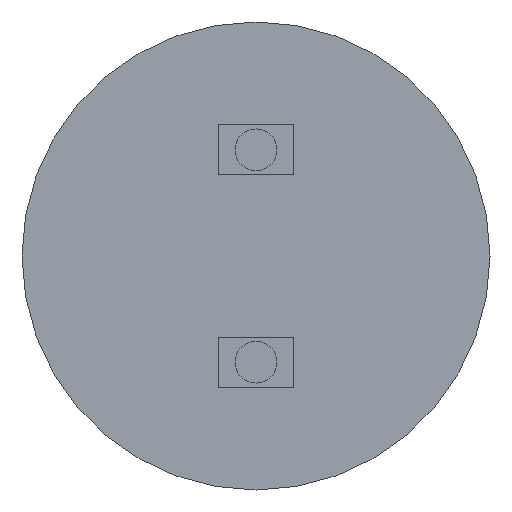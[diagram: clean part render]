
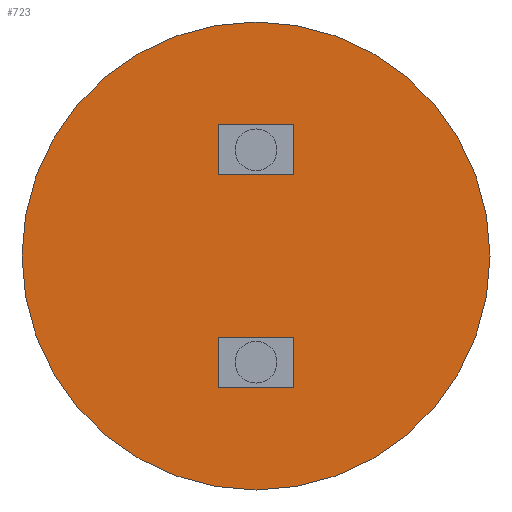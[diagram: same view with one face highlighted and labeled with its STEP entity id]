
A CAD part, front view. The second image highlights one B-rep face of the part: STEP entity #723.
In plain terms, the highlighted planar face has unit normal (0, -1, 0).
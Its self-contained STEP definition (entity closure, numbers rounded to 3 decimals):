
#77 = EDGE_CURVE ( 'NONE', #888, #210, #110, .T. ) ;
#110 = CIRCLE ( 'NONE', #481, 2.8 ) ;
#210 = VERTEX_POINT ( 'NONE', #1272 ) ;
#276 = DIRECTION ( 'NONE',  ( 0., 0., 1. ) ) ;
#303 = EDGE_LOOP ( 'NONE', ( #395, #831 ) ) ;
#332 = DIRECTION ( 'NONE',  ( 0., 0., 1. ) ) ;
#378 = CARTESIAN_POINT ( 'NONE',  ( 0., -3.025, 0. ) ) ;
#395 = ORIENTED_EDGE ( 'NONE', *, *, #77, .F. ) ;
#403 = EDGE_CURVE ( 'NONE', #210, #888, #442, .T. ) ;
#442 = CIRCLE ( 'NONE', #1054, 2.8 ) ;
#477 = DIRECTION ( 'NONE',  ( 0., -1., 0. ) ) ;
#481 = AXIS2_PLACEMENT_3D ( 'NONE', #378, #1221, #276 ) ;
#519 = CARTESIAN_POINT ( 'NONE',  ( 0., -3.025, 2.8 ) ) ;
#717 = CARTESIAN_POINT ( 'NONE',  ( 0., -3.025, 0. ) ) ;
#723 = ADVANCED_FACE ( 'NONE', ( #877 ), #1005, .T. ) ;
#831 = ORIENTED_EDGE ( 'NONE', *, *, #403, .F. ) ;
#832 = DIRECTION ( 'NONE',  ( 0., 1., 0. ) ) ;
#877 = FACE_OUTER_BOUND ( 'NONE', #303, .T. ) ;
#888 = VERTEX_POINT ( 'NONE', #519 ) ;
#1005 = PLANE ( 'NONE',  #1256 ) ;
#1054 = AXIS2_PLACEMENT_3D ( 'NONE', #717, #832, #332 ) ;
#1105 = DIRECTION ( 'NONE',  ( 0., 0., -1. ) ) ;
#1121 = CARTESIAN_POINT ( 'NONE',  ( 0., -3.025, 2.8 ) ) ;
#1221 = DIRECTION ( 'NONE',  ( 0., 1., 0. ) ) ;
#1256 = AXIS2_PLACEMENT_3D ( 'NONE', #1121, #477, #1105 ) ;
#1272 = CARTESIAN_POINT ( 'NONE',  ( 0., -3.025, -2.8 ) ) ;
